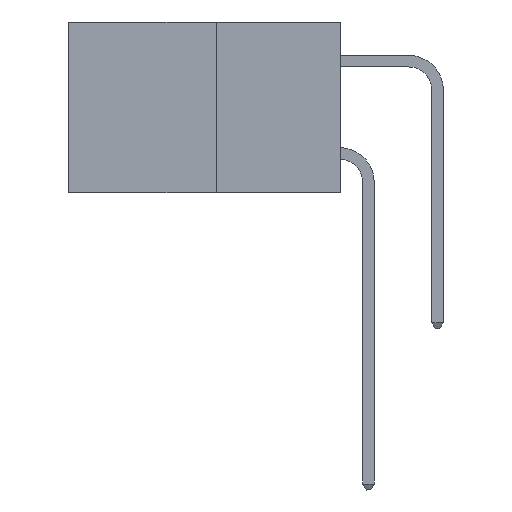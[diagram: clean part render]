
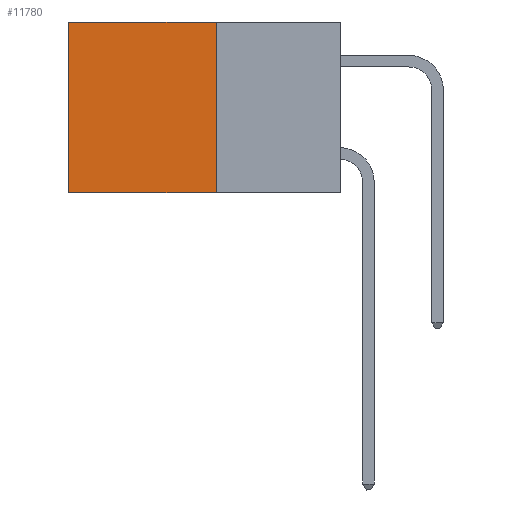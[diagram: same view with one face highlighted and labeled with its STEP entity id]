
A CAD part, left-side view. The second image highlights one B-rep face of the part: STEP entity #11780.
In plain terms, the highlighted planar face has unit normal (-1, 0, 0).
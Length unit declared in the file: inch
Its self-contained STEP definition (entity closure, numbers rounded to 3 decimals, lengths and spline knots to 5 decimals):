
#131 = CARTESIAN_POINT ( 'NONE',  ( 0.277, 0.27, -0.37 ) ) ;
#1624 = DIRECTION ( 'NONE',  ( 0., 0., -1. ) ) ;
#1701 = DIRECTION ( 'NONE',  ( 0., 0., -1. ) ) ;
#2090 = LINE ( 'NONE', #5718, #10409 ) ;
#2174 = VERTEX_POINT ( 'NONE', #4832 ) ;
#2483 = CARTESIAN_POINT ( 'NONE',  ( 0.277, 0.27, -0.37 ) ) ;
#3830 = CARTESIAN_POINT ( 'NONE',  ( 0.277, 0.27, 0. ) ) ;
#4832 = CARTESIAN_POINT ( 'NONE',  ( 0.277, 0.59, 0. ) ) ;
#5718 = CARTESIAN_POINT ( 'NONE',  ( 0.277, 0.59, -0.37 ) ) ;
#6168 = EDGE_CURVE ( 'NONE', #15394, #14542, #7985, .T. ) ;
#6494 = VECTOR ( 'NONE', #1701, 39.37008 ) ;
#7497 = VECTOR ( 'NONE', #7859, 39.37008 ) ;
#7726 = CARTESIAN_POINT ( 'NONE',  ( 0.277, 0.59, -0.37 ) ) ;
#7859 = DIRECTION ( 'NONE',  ( 0., 1., 0. ) ) ;
#7927 = ORIENTED_EDGE ( 'NONE', *, *, #15278, .F. ) ;
#7985 = LINE ( 'NONE', #2483, #7497 ) ;
#8244 = LINE ( 'NONE', #19994, #15991 ) ;
#8798 = FACE_OUTER_BOUND ( 'NONE', #8904, .T. ) ;
#8831 = ORIENTED_EDGE ( 'NONE', *, *, #15522, .T. ) ;
#8904 = EDGE_LOOP ( 'NONE', ( #8831, #16702, #7927, #15157 ) ) ;
#9419 = CARTESIAN_POINT ( 'NONE',  ( 0.277, 0.27, -0.37 ) ) ;
#9959 = CARTESIAN_POINT ( 'NONE',  ( 0.277, 0.27, -0.37 ) ) ;
#10409 = VECTOR ( 'NONE', #16587, 39.37008 ) ;
#10971 = DIRECTION ( 'NONE',  ( 1., 0., 0. ) ) ;
#11780 = ADVANCED_FACE ( 'NONE', ( #8798 ), #18668, .F. ) ;
#12304 = DIRECTION ( 'NONE',  ( 0., 1., 0. ) ) ;
#12742 = VERTEX_POINT ( 'NONE', #3830 ) ;
#13092 = EDGE_CURVE ( 'NONE', #12742, #2174, #8244, .T. ) ;
#14542 = VERTEX_POINT ( 'NONE', #7726 ) ;
#14772 = LINE ( 'NONE', #131, #6494 ) ;
#15157 = ORIENTED_EDGE ( 'NONE', *, *, #13092, .T. ) ;
#15278 = EDGE_CURVE ( 'NONE', #12742, #15394, #14772, .T. ) ;
#15394 = VERTEX_POINT ( 'NONE', #9959 ) ;
#15522 = EDGE_CURVE ( 'NONE', #2174, #14542, #2090, .T. ) ;
#15991 = VECTOR ( 'NONE', #12304, 39.37008 ) ;
#16587 = DIRECTION ( 'NONE',  ( 0., 0., -1. ) ) ;
#16702 = ORIENTED_EDGE ( 'NONE', *, *, #6168, .F. ) ;
#16854 = AXIS2_PLACEMENT_3D ( 'NONE', #9419, #10971, #1624 ) ;
#18668 = PLANE ( 'NONE',  #16854 ) ;
#19994 = CARTESIAN_POINT ( 'NONE',  ( 0.277, 0.27, 0. ) ) ;
